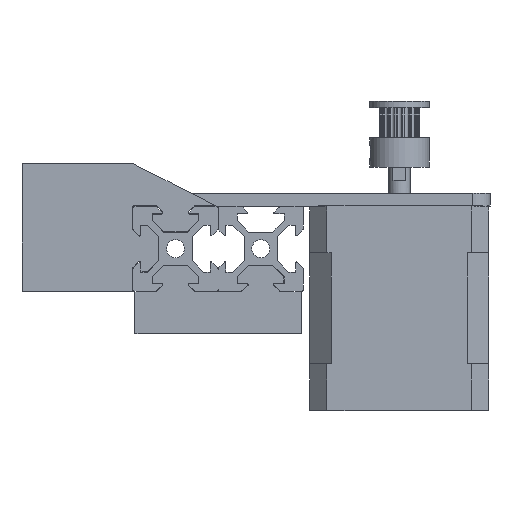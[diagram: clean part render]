
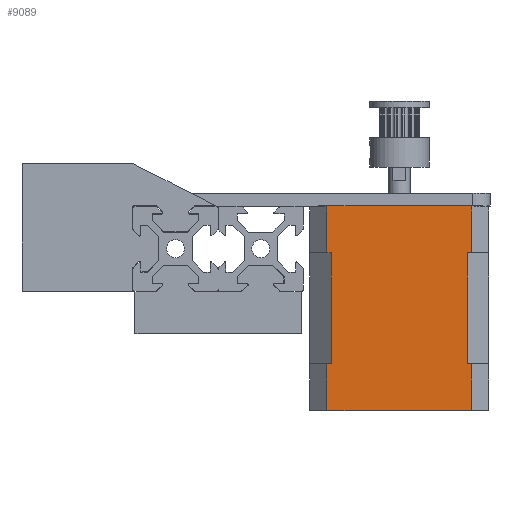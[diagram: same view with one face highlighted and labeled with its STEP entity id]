
A CAD part, front view. The second image highlights one B-rep face of the part: STEP entity #9089.
In plain terms, the highlighted face is planar.
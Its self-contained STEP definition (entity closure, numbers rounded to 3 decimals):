
#1137=FACE_OUTER_BOUND('',#1676,.T.);
#1676=EDGE_LOOP('',(#6636,#6637,#6638,#6639,#6640,#6641,#6642,#6643,#6644,
#6645,#6646,#6647));
#2295=LINE('',#13816,#3102);
#2301=LINE('',#13828,#3108);
#2305=LINE('',#13837,#3112);
#2306=LINE('',#13839,#3113);
#2307=LINE('',#13841,#3114);
#2308=LINE('',#13843,#3115);
#2309=LINE('',#13845,#3116);
#2310=LINE('',#13847,#3117);
#2311=LINE('',#13848,#3118);
#2312=LINE('',#13850,#3119);
#2313=LINE('',#13852,#3120);
#2314=LINE('',#13853,#3121);
#3102=VECTOR('',#11180,1000.);
#3108=VECTOR('',#11188,1000.);
#3112=VECTOR('',#11196,1000.);
#3113=VECTOR('',#11197,1000.);
#3114=VECTOR('',#11198,1000.);
#3115=VECTOR('',#11199,1000.);
#3116=VECTOR('',#11200,1000.);
#3117=VECTOR('',#11201,1000.);
#3118=VECTOR('',#11202,1000.);
#3119=VECTOR('',#11203,1000.);
#3120=VECTOR('',#11204,1000.);
#3121=VECTOR('',#11205,1000.);
#3921=VERTEX_POINT('',#13812);
#3923=VERTEX_POINT('',#13815);
#3926=VERTEX_POINT('',#13822);
#3928=VERTEX_POINT('',#13826);
#3931=VERTEX_POINT('',#13836);
#3932=VERTEX_POINT('',#13838);
#3933=VERTEX_POINT('',#13840);
#3934=VERTEX_POINT('',#13842);
#3935=VERTEX_POINT('',#13844);
#3936=VERTEX_POINT('',#13846);
#3937=VERTEX_POINT('',#13849);
#3938=VERTEX_POINT('',#13851);
#4946=EDGE_CURVE('',#3923,#3921,#2295,.T.);
#4952=EDGE_CURVE('',#3926,#3928,#2301,.T.);
#4956=EDGE_CURVE('',#3931,#3921,#2305,.T.);
#4957=EDGE_CURVE('',#3931,#3932,#2306,.T.);
#4958=EDGE_CURVE('',#3933,#3932,#2307,.T.);
#4959=EDGE_CURVE('',#3934,#3933,#2308,.T.);
#4960=EDGE_CURVE('',#3934,#3935,#2309,.T.);
#4961=EDGE_CURVE('',#3935,#3936,#2310,.T.);
#4962=EDGE_CURVE('',#3936,#3926,#2311,.T.);
#4963=EDGE_CURVE('',#3937,#3928,#2312,.T.);
#4964=EDGE_CURVE('',#3938,#3937,#2313,.T.);
#4965=EDGE_CURVE('',#3938,#3923,#2314,.T.);
#6636=ORIENTED_EDGE('',*,*,#4946,.T.);
#6637=ORIENTED_EDGE('',*,*,#4956,.F.);
#6638=ORIENTED_EDGE('',*,*,#4957,.T.);
#6639=ORIENTED_EDGE('',*,*,#4958,.F.);
#6640=ORIENTED_EDGE('',*,*,#4959,.F.);
#6641=ORIENTED_EDGE('',*,*,#4960,.T.);
#6642=ORIENTED_EDGE('',*,*,#4961,.T.);
#6643=ORIENTED_EDGE('',*,*,#4962,.T.);
#6644=ORIENTED_EDGE('',*,*,#4952,.T.);
#6645=ORIENTED_EDGE('',*,*,#4963,.F.);
#6646=ORIENTED_EDGE('',*,*,#4964,.F.);
#6647=ORIENTED_EDGE('',*,*,#4965,.T.);
#8800=PLANE('',#9784);
#9089=ADVANCED_FACE('',(#1137),#8800,.F.);
#9784=AXIS2_PLACEMENT_3D('',#13835,#11194,#11195);
#11180=DIRECTION('',(-1.,0.,0.));
#11188=DIRECTION('',(-1.,0.,0.));
#11194=DIRECTION('center_axis',(0.,-1.,0.));
#11195=DIRECTION('ref_axis',(0.,0.,-1.));
#11196=DIRECTION('',(0.,0.,1.));
#11197=DIRECTION('',(1.,0.,0.));
#11198=DIRECTION('',(0.,0.,1.));
#11199=DIRECTION('',(1.,0.,0.));
#11200=DIRECTION('',(0.,0.,1.));
#11201=DIRECTION('',(1.,0.,0.));
#11202=DIRECTION('',(0.,0.,1.));
#11203=DIRECTION('',(0.,0.,-1.));
#11204=DIRECTION('',(-1.,0.,0.));
#11205=DIRECTION('',(0.,0.,-1.));
#13812=CARTESIAN_POINT('',(16.,21.,0.));
#13815=CARTESIAN_POINT('',(17.,21.,0.));
#13816=CARTESIAN_POINT('',(-17.,21.,0.));
#13822=CARTESIAN_POINT('',(-16.,21.,0.));
#13826=CARTESIAN_POINT('',(-17.,21.,0.));
#13828=CARTESIAN_POINT('',(-17.,21.,0.));
#13835=CARTESIAN_POINT('Origin',(-17.,21.,11.));
#13836=CARTESIAN_POINT('',(16.,21.,-26.));
#13837=CARTESIAN_POINT('',(16.,21.,-26.));
#13838=CARTESIAN_POINT('',(17.,21.,-26.));
#13839=CARTESIAN_POINT('',(-17.,21.,-26.));
#13840=CARTESIAN_POINT('',(17.,21.,-37.));
#13841=CARTESIAN_POINT('',(17.,21.,-37.));
#13842=CARTESIAN_POINT('',(-17.,21.,-37.));
#13843=CARTESIAN_POINT('',(-17.,21.,-37.));
#13844=CARTESIAN_POINT('',(-17.,21.,-26.));
#13845=CARTESIAN_POINT('',(-17.,21.,-37.));
#13846=CARTESIAN_POINT('',(-16.,21.,-26.));
#13847=CARTESIAN_POINT('',(-17.,21.,-26.));
#13848=CARTESIAN_POINT('',(-16.,21.,-26.));
#13849=CARTESIAN_POINT('',(-17.,21.,11.));
#13850=CARTESIAN_POINT('',(-17.,21.,11.));
#13851=CARTESIAN_POINT('',(17.,21.,11.));
#13852=CARTESIAN_POINT('',(-17.,21.,11.));
#13853=CARTESIAN_POINT('',(17.,21.,11.));
